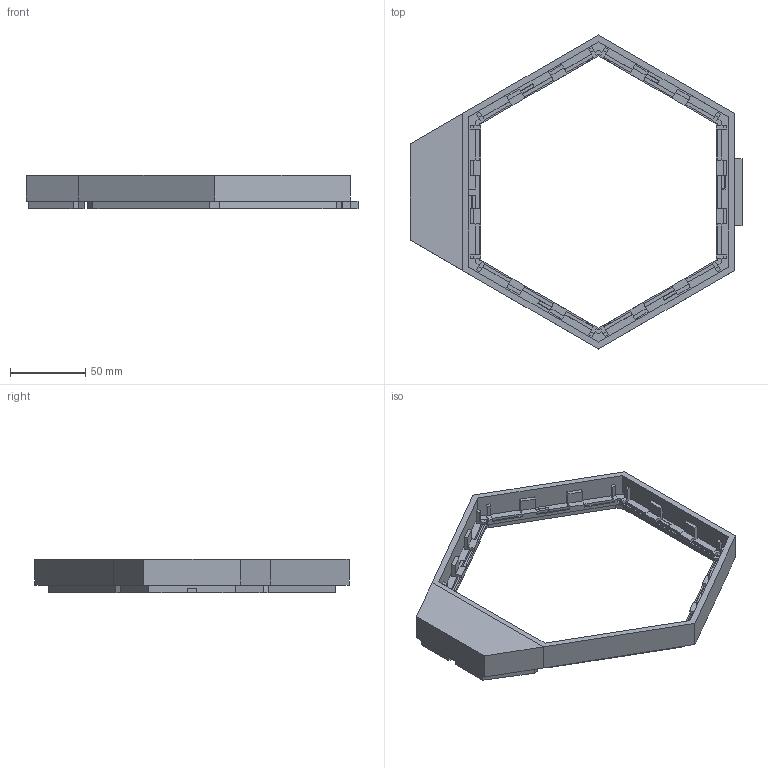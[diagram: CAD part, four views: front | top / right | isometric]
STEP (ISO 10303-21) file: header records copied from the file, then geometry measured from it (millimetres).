
FILE_DESCRIPTION(/* description */ (''),/* implementation_level */ '2;1');
FILE_NAME(/* name */ 'Hexlight_Simple_with_holes v35.step',/* time_stamp */ '2022-09-16T01:16:43+01:00',/* author */ (''),/* organization */ (''),/* preprocessor_version */ 'ST-DEVELOPER v19',/* originating_system */ 'Autodesk Translation Framework v11.7.0.108',/* authorisation */ '');
FILE_SCHEMA (('AUTOMOTIVE_DESIGN { 1 0 10303 214 3 1 1 }'));
Length unit declared in the file: millimetre
Products named in the file (6): Hexlight_Simple_with_holes; Back ; Pin; Controllor; Cont-Top; wall pin
Assembly tree (5 placements, depth 2):
  Hexlight_Simple_with_holes
    Back 
    Pin
    Controllor
    Cont-Top
    wall pin
Bounding box: 221.21 x 209.24 x 22.2 mm (x, y, z)
Volume: 93248.6 mm3; surface area: 74377.2 mm2
Topology: 8 solids, 8 shells, 425 faces, 1277 edges, 814 vertices
Faces by surface type: plane 425
Entity records: 14243 total; most frequent: ORIENTED_EDGE 2554, CARTESIAN_POINT 2527, DIRECTION 2149, LINE 1277, VECTOR 1277, EDGE_CURVE 1277, VERTEX_POINT 814, EDGE_LOOP 455
